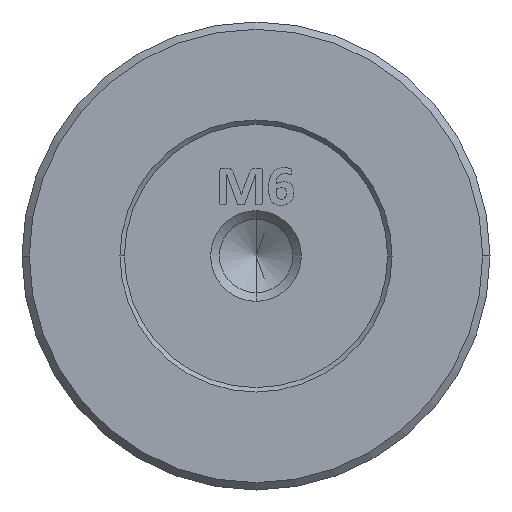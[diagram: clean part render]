
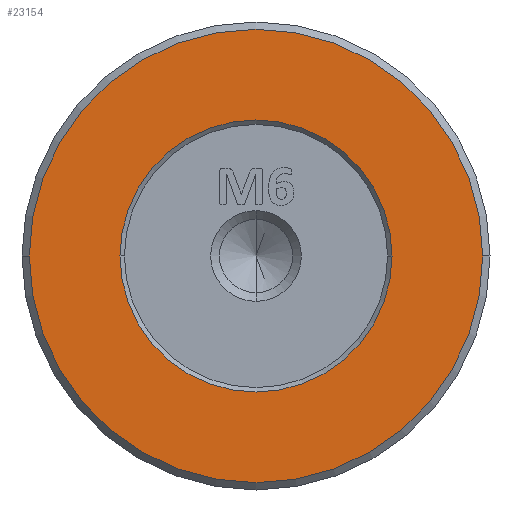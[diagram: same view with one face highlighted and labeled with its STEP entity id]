
A CAD part, left-side view. The second image highlights one B-rep face of the part: STEP entity #23154.
In plain terms, the highlighted planar face has unit normal (-1, 0, 0).
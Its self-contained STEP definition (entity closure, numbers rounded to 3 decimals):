
#561 = DIRECTION ( 'NONE',  ( -1., 0., 0. ) ) ;
#1963 = CIRCLE ( 'NONE', #8031, 15.5 ) ;
#2095 = CIRCLE ( 'NONE', #28742, 9.3 ) ;
#3480 = DIRECTION ( 'NONE',  ( 0., -1., 0. ) ) ;
#4675 = FACE_BOUND ( 'NONE', #21540, .T. ) ;
#5152 = DIRECTION ( 'NONE',  ( 0., -1., 0. ) ) ;
#5906 = EDGE_LOOP ( 'NONE', ( #23658, #11610 ) ) ;
#6281 = EDGE_CURVE ( 'NONE', #8021, #16012, #2095, .T. ) ;
#8021 = VERTEX_POINT ( 'NONE', #23259 ) ;
#8031 = AXIS2_PLACEMENT_3D ( 'NONE', #23526, #23386, #3480 ) ;
#8156 = CARTESIAN_POINT ( 'NONE',  ( -68.223, 18.976, 13.025 ) ) ;
#8180 = VERTEX_POINT ( 'NONE', #8501 ) ;
#8501 = CARTESIAN_POINT ( 'NONE',  ( -68.223, -12.024, 13.025 ) ) ;
#8992 = AXIS2_PLACEMENT_3D ( 'NONE', #13462, #561, #22227 ) ;
#10448 = DIRECTION ( 'NONE',  ( 0., -1., 0. ) ) ;
#11610 = ORIENTED_EDGE ( 'NONE', *, *, #22848, .T. ) ;
#12681 = EDGE_CURVE ( 'NONE', #16012, #8021, #22026, .T. ) ;
#13317 = FACE_OUTER_BOUND ( 'NONE', #5906, .T. ) ;
#13462 = CARTESIAN_POINT ( 'NONE',  ( -68.223, 3.476, 13.025 ) ) ;
#15949 = AXIS2_PLACEMENT_3D ( 'NONE', #16264, #25198, #5152 ) ;
#16012 = VERTEX_POINT ( 'NONE', #28668 ) ;
#16264 = CARTESIAN_POINT ( 'NONE',  ( -68.223, 3.476, 13.025 ) ) ;
#17335 = CIRCLE ( 'NONE', #15949, 15.5 ) ;
#18108 = PLANE ( 'NONE',  #8992 ) ;
#18819 = DIRECTION ( 'NONE',  ( 0., -1., 0. ) ) ;
#19406 = CARTESIAN_POINT ( 'NONE',  ( -68.223, 3.476, 13.025 ) ) ;
#19636 = CARTESIAN_POINT ( 'NONE',  ( -68.223, 3.476, 13.025 ) ) ;
#19981 = EDGE_CURVE ( 'NONE', #26199, #8180, #17335, .T. ) ;
#20636 = ORIENTED_EDGE ( 'NONE', *, *, #6281, .T. ) ;
#21540 = EDGE_LOOP ( 'NONE', ( #20636, #21983 ) ) ;
#21983 = ORIENTED_EDGE ( 'NONE', *, *, #12681, .T. ) ;
#22026 = CIRCLE ( 'NONE', #25758, 9.3 ) ;
#22227 = DIRECTION ( 'NONE',  ( 0., 1., 0. ) ) ;
#22848 = EDGE_CURVE ( 'NONE', #8180, #26199, #1963, .T. ) ;
#23154 = ADVANCED_FACE ( 'NONE', ( #4675, #13317 ), #18108, .T. ) ;
#23259 = CARTESIAN_POINT ( 'NONE',  ( -68.223, -5.824, 13.025 ) ) ;
#23386 = DIRECTION ( 'NONE',  ( -1., 0., 0. ) ) ;
#23526 = CARTESIAN_POINT ( 'NONE',  ( -68.223, 3.476, 13.025 ) ) ;
#23658 = ORIENTED_EDGE ( 'NONE', *, *, #19981, .T. ) ;
#25198 = DIRECTION ( 'NONE',  ( -1., 0., 0. ) ) ;
#25710 = DIRECTION ( 'NONE',  ( 1., 0., 0. ) ) ;
#25758 = AXIS2_PLACEMENT_3D ( 'NONE', #19636, #28602, #10448 ) ;
#26199 = VERTEX_POINT ( 'NONE', #8156 ) ;
#28602 = DIRECTION ( 'NONE',  ( 1., 0., 0. ) ) ;
#28668 = CARTESIAN_POINT ( 'NONE',  ( -68.223, 12.776, 13.025 ) ) ;
#28742 = AXIS2_PLACEMENT_3D ( 'NONE', #19406, #25710, #18819 ) ;
